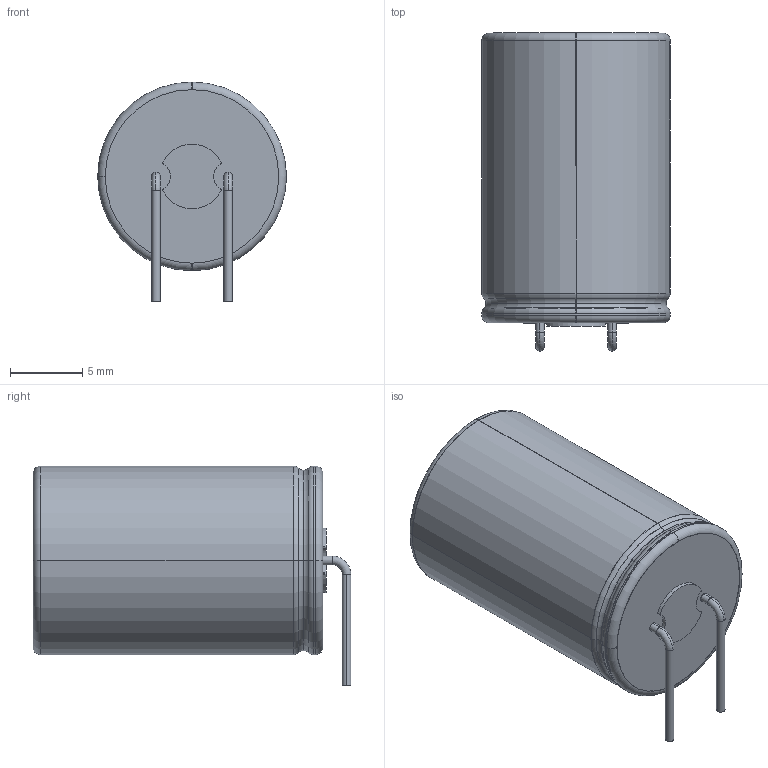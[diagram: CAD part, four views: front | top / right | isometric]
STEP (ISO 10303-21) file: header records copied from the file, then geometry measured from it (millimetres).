
FILE_DESCRIPTION (( 'STEP AP214' ), '1' );
FILE_NAME ('User Library-Cap electro 12.5x20x5.0mm RA.STEP', '2010-10-18T05:25:07', ( 'sysAdmin' ), ( 'SolidWorks' ), 'SwSTEP 2.0', 'SolidWorks 2010', '' );
FILE_SCHEMA (( 'AUTOMOTIVE_DESIGN' ));
Length unit declared in the file: millimetre
Products named in the file (1): User Library-Cap electro 12.5x20x5.0mm RA
Bounding box: 13.05 x 21.99 x 15.21 mm (x, y, z)
Surface area: 2381.1 mm2 (no closed solid volume)
Topology: 0 solids, 4 shells, 114 faces, 303 edges, 211 vertices
Faces by surface type: cylinder 68, torus 40, plane 6
Entity records: 4914 total; most frequent: CARTESIAN_POINT 701, DIRECTION 689, ORIENTED_EDGE 552, EDGE_CURVE 303, AXIS2_PLACEMENT_3D 295, VERTEX_POINT 211, CIRCLE 180, EDGE_LOOP 131
